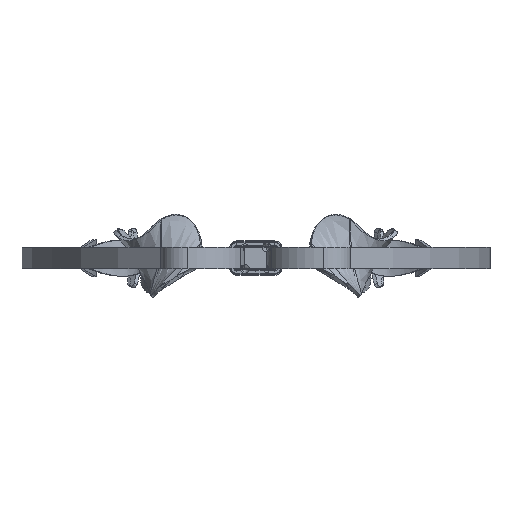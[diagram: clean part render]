
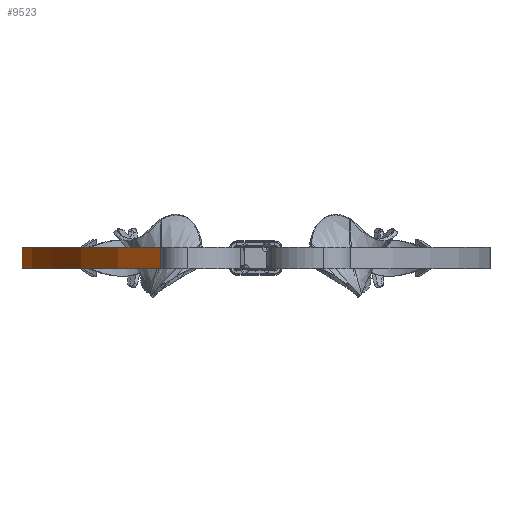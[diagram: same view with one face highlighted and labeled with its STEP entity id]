
A CAD part, front view. The second image highlights one B-rep face of the part: STEP entity #9523.
In plain terms, the highlighted cylindrical face has radius 200.625 mm (diameter 401.249 mm), a partial arc.
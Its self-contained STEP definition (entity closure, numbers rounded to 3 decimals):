
#2867 = ORIENTED_EDGE ( 'NONE', *, *, #29899, .T. ) ;
#3028 = DIRECTION ( 'NONE',  ( 0., 0., 1. ) ) ;
#4777 = DIRECTION ( 'NONE',  ( 0., 0., 1. ) ) ;
#5382 = DIRECTION ( 'NONE',  ( 0., 0., -1. ) ) ;
#6198 = VERTEX_POINT ( 'NONE', #25439 ) ;
#7031 = CIRCLE ( 'NONE', #35667, 200.625 ) ;
#7109 = CARTESIAN_POINT ( 'NONE',  ( 70.625, -90.299, 6. ) ) ;
#7545 = LINE ( 'NONE', #26721, #52702 ) ;
#9126 = CYLINDRICAL_SURFACE ( 'NONE', #49364, 200.625 ) ;
#9523 = ADVANCED_FACE ( 'NONE', ( #39039 ), #9126, .T. ) ;
#12675 = CARTESIAN_POINT ( 'NONE',  ( -96.959, 20., 6. ) ) ;
#13065 = DIRECTION ( 'NONE',  ( 1., 0., 0. ) ) ;
#18911 = EDGE_CURVE ( 'NONE', #31978, #39759, #7545, .T. ) ;
#21807 = CARTESIAN_POINT ( 'NONE',  ( 70.625, -90.299, 0. ) ) ;
#21886 = CARTESIAN_POINT ( 'NONE',  ( 70.625, -90.299, -6. ) ) ;
#25439 = CARTESIAN_POINT ( 'NONE',  ( -96.959, 20., -6. ) ) ;
#26721 = CARTESIAN_POINT ( 'NONE',  ( -51.632, -249.37, 6. ) ) ;
#27252 = DIRECTION ( 'NONE',  ( 0., 0., -1. ) ) ;
#29252 = EDGE_CURVE ( 'NONE', #52367, #31978, #44247, .T. ) ;
#29447 = CARTESIAN_POINT ( 'NONE',  ( -51.632, -249.37, -6. ) ) ;
#29899 = EDGE_CURVE ( 'NONE', #6198, #39759, #7031, .T. ) ;
#30152 = ORIENTED_EDGE ( 'NONE', *, *, #30961, .T. ) ;
#30961 = EDGE_CURVE ( 'NONE', #52367, #6198, #39495, .T. ) ;
#31978 = VERTEX_POINT ( 'NONE', #36758 ) ;
#32295 = EDGE_LOOP ( 'NONE', ( #30152, #2867, #46309, #49558 ) ) ;
#32709 = DIRECTION ( 'NONE',  ( -0.497, 0.868, 0. ) ) ;
#34207 = DIRECTION ( 'NONE',  ( 0., 0., 1. ) ) ;
#35667 = AXIS2_PLACEMENT_3D ( 'NONE', #21886, #4777, #51567 ) ;
#36758 = CARTESIAN_POINT ( 'NONE',  ( -51.632, -249.37, 6. ) ) ;
#37529 = VECTOR ( 'NONE', #27252, 1000. ) ;
#39039 = FACE_OUTER_BOUND ( 'NONE', #32295, .T. ) ;
#39495 = LINE ( 'NONE', #48043, #37529 ) ;
#39759 = VERTEX_POINT ( 'NONE', #29447 ) ;
#43498 = AXIS2_PLACEMENT_3D ( 'NONE', #7109, #3028, #32709 ) ;
#44247 = CIRCLE ( 'NONE', #43498, 200.625 ) ;
#46309 = ORIENTED_EDGE ( 'NONE', *, *, #18911, .F. ) ;
#48043 = CARTESIAN_POINT ( 'NONE',  ( -96.959, 20., -6. ) ) ;
#49364 = AXIS2_PLACEMENT_3D ( 'NONE', #21807, #34207, #13065 ) ;
#49558 = ORIENTED_EDGE ( 'NONE', *, *, #29252, .F. ) ;
#51567 = DIRECTION ( 'NONE',  ( -0.497, 0.868, 0. ) ) ;
#52367 = VERTEX_POINT ( 'NONE', #12675 ) ;
#52702 = VECTOR ( 'NONE', #5382, 1000. ) ;
